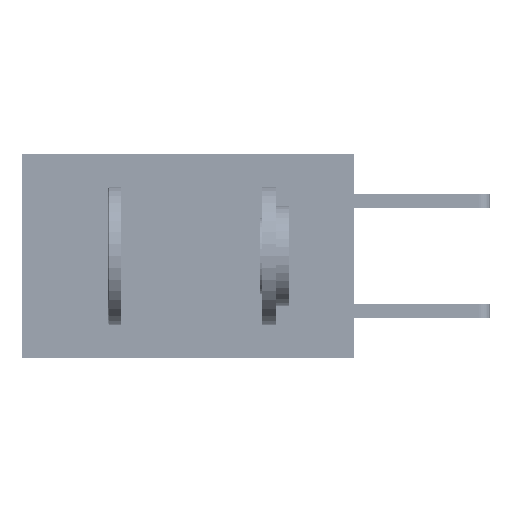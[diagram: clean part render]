
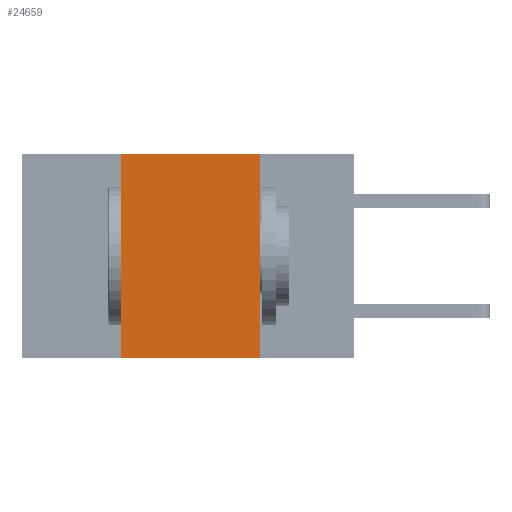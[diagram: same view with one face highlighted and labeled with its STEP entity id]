
A CAD part, left-side view. The second image highlights one B-rep face of the part: STEP entity #24659.
In plain terms, the highlighted planar face has unit normal (-1, 0, 0).
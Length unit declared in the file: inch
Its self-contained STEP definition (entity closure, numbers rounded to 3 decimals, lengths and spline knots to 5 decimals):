
#1211 = CARTESIAN_POINT ( 'NONE',  ( 0., 0.6, -0.37 ) ) ;
#2741 = EDGE_CURVE ( 'NONE', #12484, #43382, #19022, .T. ) ;
#3692 = VECTOR ( 'NONE', #45721, 39.37008 ) ;
#4074 = EDGE_CURVE ( 'NONE', #43339, #5894, #29720, .T. ) ;
#4297 = CARTESIAN_POINT ( 'NONE',  ( 0., 0.42, 0. ) ) ;
#5894 = VERTEX_POINT ( 'NONE', #41230 ) ;
#12044 = CARTESIAN_POINT ( 'NONE',  ( 0., 0.17, 0. ) ) ;
#12484 = VERTEX_POINT ( 'NONE', #23181 ) ;
#12674 = DIRECTION ( 'NONE',  ( 0., 0., 1. ) ) ;
#13405 = PLANE ( 'NONE',  #19437 ) ;
#15786 = LINE ( 'NONE', #37662, #3692 ) ;
#16609 = CARTESIAN_POINT ( 'NONE',  ( 0., 0.17, 0. ) ) ;
#16853 = DIRECTION ( 'NONE',  ( 0., -1., 0. ) ) ;
#17216 = VECTOR ( 'NONE', #16853, 39.37008 ) ;
#19022 = LINE ( 'NONE', #31944, #40162 ) ;
#19437 = AXIS2_PLACEMENT_3D ( 'NONE', #40956, #44651, #21843 ) ;
#21843 = DIRECTION ( 'NONE',  ( 0., 0., -1. ) ) ;
#23181 = CARTESIAN_POINT ( 'NONE',  ( 0., 0.42, -0.37 ) ) ;
#24659 = ADVANCED_FACE ( 'NONE', ( #27970 ), #13405, .F. ) ;
#27970 = FACE_OUTER_BOUND ( 'NONE', #32674, .T. ) ;
#28078 = DIRECTION ( 'NONE',  ( 0., 0., -1. ) ) ;
#28926 = ORIENTED_EDGE ( 'NONE', *, *, #2741, .F. ) ;
#29712 = EDGE_CURVE ( 'NONE', #12484, #5894, #30542, .T. ) ;
#29720 = LINE ( 'NONE', #16609, #42445 ) ;
#30542 = LINE ( 'NONE', #1211, #17216 ) ;
#31944 = CARTESIAN_POINT ( 'NONE',  ( 0., 0.42, 0. ) ) ;
#32674 = EDGE_LOOP ( 'NONE', ( #44675, #35021, #28926, #41010 ) ) ;
#35021 = ORIENTED_EDGE ( 'NONE', *, *, #37798, .F. ) ;
#37662 = CARTESIAN_POINT ( 'NONE',  ( 0., 0.6, 0. ) ) ;
#37798 = EDGE_CURVE ( 'NONE', #43382, #43339, #15786, .T. ) ;
#40162 = VECTOR ( 'NONE', #12674, 39.37008 ) ;
#40956 = CARTESIAN_POINT ( 'NONE',  ( 0., 0.6, 0. ) ) ;
#41010 = ORIENTED_EDGE ( 'NONE', *, *, #29712, .T. ) ;
#41230 = CARTESIAN_POINT ( 'NONE',  ( 0., 0.17, -0.37 ) ) ;
#42445 = VECTOR ( 'NONE', #28078, 39.37008 ) ;
#43339 = VERTEX_POINT ( 'NONE', #12044 ) ;
#43382 = VERTEX_POINT ( 'NONE', #4297 ) ;
#44651 = DIRECTION ( 'NONE',  ( 1., 0., 0. ) ) ;
#44675 = ORIENTED_EDGE ( 'NONE', *, *, #4074, .F. ) ;
#45721 = DIRECTION ( 'NONE',  ( 0., -1., 0. ) ) ;
